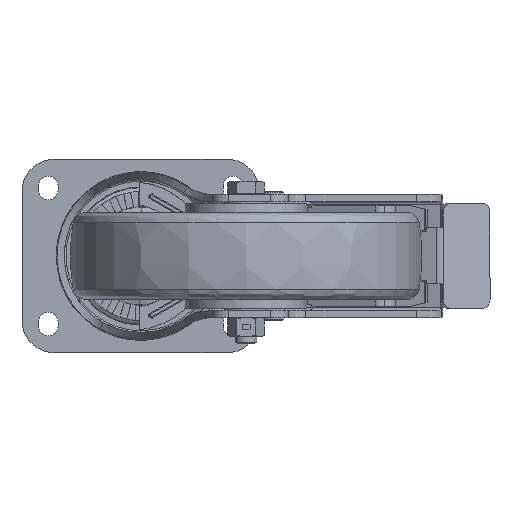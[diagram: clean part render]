
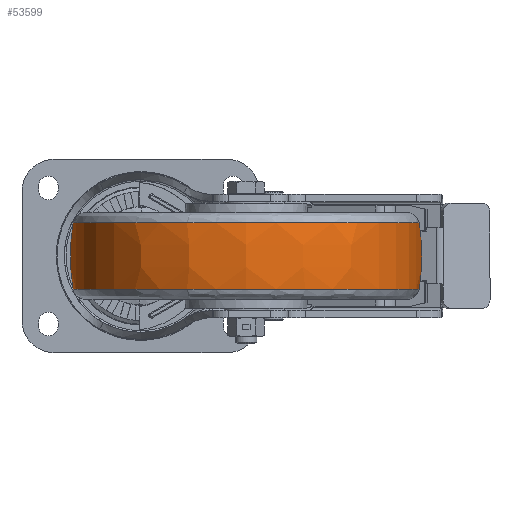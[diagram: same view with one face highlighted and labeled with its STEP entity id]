
A CAD part, front view. The second image highlights one B-rep face of the part: STEP entity #53599.
In plain terms, the highlighted free-form (B-spline) face has degree [3, 3] with [4, 4] control points.
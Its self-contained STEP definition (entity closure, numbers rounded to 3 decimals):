
#203 = CARTESIAN_POINT ( 'NONE',  ( -38.372, -144.997, 18.854 ) ) ;
#1885 =( BOUNDED_SURFACE ( )  B_SPLINE_SURFACE ( 3, 3, ( 
 ( #33616, #68549, #33885, #74339 ),
 ( #39718, #5108, #45564, #10893 ),
 ( #51356, #16684, #57218, #22505 ),
 ( #63029, #28350, #68810, #34142 ) ),
 .UNSPECIFIED., .F., .F., .F. ) 
 B_SPLINE_SURFACE_WITH_KNOTS ( ( 4, 4 ),
 ( 4, 4 ),
 ( 0., 1. ),
 ( 0., 1. ),
 .UNSPECIFIED. ) 
 GEOMETRIC_REPRESENTATION_ITEM ( )  RATIONAL_B_SPLINE_SURFACE ( (
 ( 1., 0.333, 0.333, 1.),
 ( 0.99, 0.33, 0.33, 0.99),
 ( 0.99, 0.33, 0.33, 0.99),
 ( 1., 0.333, 0.333, 1.) ) ) 
 REPRESENTATION_ITEM ( '' )  SURFACE ( )  );
#3195 = DIRECTION ( 'NONE',  ( -1., 0., 0. ) ) ;
#3481 = CIRCLE ( 'NONE', #9034, 110. ) ;
#4575 = VERTEX_POINT ( 'NONE', #203 ) ;
#5108 = CARTESIAN_POINT ( 'NONE',  ( -40.548, -346.093, 6.347 ) ) ;
#6426 = CARTESIAN_POINT ( 'NONE',  ( 60., -144.997, -18.854 ) ) ;
#7573 = DIRECTION ( 'NONE',  ( 0., 0., -1. ) ) ;
#9034 = AXIS2_PLACEMENT_3D ( 'NONE', #17039, #57565, #22851 ) ;
#10315 = EDGE_CURVE ( 'NONE', #4575, #21262, #21686, .T. ) ;
#10893 = CARTESIAN_POINT ( 'NONE',  ( 160.548, -144.997, 6.347 ) ) ;
#11352 = CIRCLE ( 'NONE', #36838, 98.372 ) ;
#12217 = DIRECTION ( 'NONE',  ( 1., 0., 0. ) ) ;
#13657 = ORIENTED_EDGE ( 'NONE', *, *, #10315, .T. ) ;
#14945 = ORIENTED_EDGE ( 'NONE', *, *, #30471, .F. ) ;
#16684 = CARTESIAN_POINT ( 'NONE',  ( -40.548, -346.093, -6.347 ) ) ;
#17039 = CARTESIAN_POINT ( 'NONE',  ( 50., -144.997, 0. ) ) ;
#19528 = ORIENTED_EDGE ( 'NONE', *, *, #51862, .T. ) ;
#21262 = VERTEX_POINT ( 'NONE', #43671 ) ;
#21686 = CIRCLE ( 'NONE', #67592, 110. ) ;
#22505 = CARTESIAN_POINT ( 'NONE',  ( 160.548, -144.997, -6.347 ) ) ;
#22851 = DIRECTION ( 'NONE',  ( 1., 0., 0. ) ) ;
#27807 = FACE_OUTER_BOUND ( 'NONE', #66374, .T. ) ;
#28350 = CARTESIAN_POINT ( 'NONE',  ( -38.372, -341.741, -18.854 ) ) ;
#30471 = EDGE_CURVE ( 'NONE', #59491, #58095, #3481, .T. ) ;
#33312 = CIRCLE ( 'NONE', #43335, 98.372 ) ;
#33616 = CARTESIAN_POINT ( 'NONE',  ( -38.372, -144.997, 18.854 ) ) ;
#33885 = CARTESIAN_POINT ( 'NONE',  ( 158.372, -341.741, 18.854 ) ) ;
#34142 = CARTESIAN_POINT ( 'NONE',  ( 158.372, -144.997, -18.854 ) ) ;
#36838 = AXIS2_PLACEMENT_3D ( 'NONE', #42238, #7573, #48050 ) ;
#37759 = DIRECTION ( 'NONE',  ( 0., -1., 0. ) ) ;
#39718 = CARTESIAN_POINT ( 'NONE',  ( -40.548, -144.997, 6.347 ) ) ;
#42133 = CARTESIAN_POINT ( 'NONE',  ( 158.372, -144.997, 18.854 ) ) ;
#42238 = CARTESIAN_POINT ( 'NONE',  ( 60., -144.997, 18.854 ) ) ;
#43335 = AXIS2_PLACEMENT_3D ( 'NONE', #6426, #46871, #12217 ) ;
#43671 = CARTESIAN_POINT ( 'NONE',  ( -38.372, -144.997, -18.854 ) ) ;
#45564 = CARTESIAN_POINT ( 'NONE',  ( 160.548, -346.093, 6.347 ) ) ;
#46871 = DIRECTION ( 'NONE',  ( 0., 0., 1. ) ) ;
#48050 = DIRECTION ( 'NONE',  ( 1., 0., 0. ) ) ;
#51356 = CARTESIAN_POINT ( 'NONE',  ( -40.548, -144.997, -6.347 ) ) ;
#51862 = EDGE_CURVE ( 'NONE', #59491, #4575, #11352, .T. ) ;
#53599 = ADVANCED_FACE ( 'NONE', ( #27807 ), #1885, .T. ) ;
#57218 = CARTESIAN_POINT ( 'NONE',  ( 160.548, -346.093, -6.347 ) ) ;
#57565 = DIRECTION ( 'NONE',  ( 0., 1., 0. ) ) ;
#58095 = VERTEX_POINT ( 'NONE', #66823 ) ;
#59491 = VERTEX_POINT ( 'NONE', #42133 ) ;
#60410 = EDGE_CURVE ( 'NONE', #21262, #58095, #33312, .T. ) ;
#63029 = CARTESIAN_POINT ( 'NONE',  ( -38.372, -144.997, -18.854 ) ) ;
#66374 = EDGE_LOOP ( 'NONE', ( #19528, #13657, #69892, #14945 ) ) ;
#66823 = CARTESIAN_POINT ( 'NONE',  ( 158.372, -144.997, -18.854 ) ) ;
#67592 = AXIS2_PLACEMENT_3D ( 'NONE', #72425, #37759, #3195 ) ;
#68549 = CARTESIAN_POINT ( 'NONE',  ( -38.372, -341.741, 18.854 ) ) ;
#68810 = CARTESIAN_POINT ( 'NONE',  ( 158.372, -341.741, -18.854 ) ) ;
#69892 = ORIENTED_EDGE ( 'NONE', *, *, #60410, .T. ) ;
#72425 = CARTESIAN_POINT ( 'NONE',  ( 70., -144.997, 0. ) ) ;
#74339 = CARTESIAN_POINT ( 'NONE',  ( 158.372, -144.997, 18.854 ) ) ;
